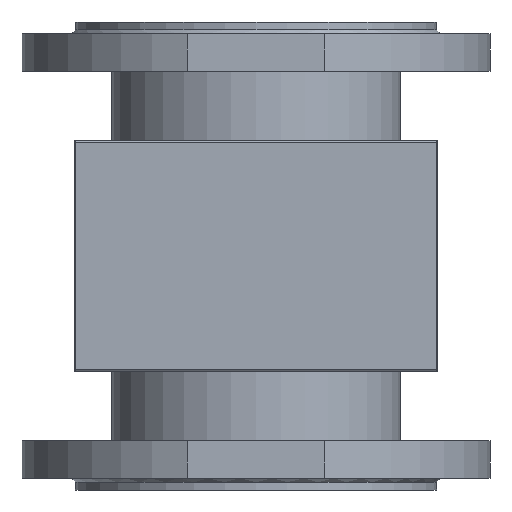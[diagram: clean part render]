
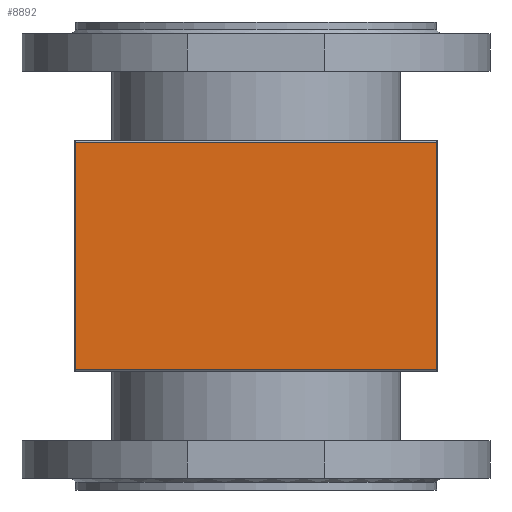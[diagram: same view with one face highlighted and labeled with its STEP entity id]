
A CAD part, front view. The second image highlights one B-rep face of the part: STEP entity #8892.
In plain terms, the highlighted planar face has unit normal (0, -1, 0).
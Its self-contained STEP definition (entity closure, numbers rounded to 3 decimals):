
#893 = VECTOR ( 'NONE', #10990, 1000. ) ;
#1256 = AXIS2_PLACEMENT_3D ( 'NONE', #26975, #2568, #20768 ) ;
#1602 = VERTEX_POINT ( 'NONE', #30984 ) ;
#1740 = ORIENTED_EDGE ( 'NONE', *, *, #17553, .T. ) ;
#2568 = DIRECTION ( 'NONE',  ( 0., -1., 0. ) ) ;
#3815 = ORIENTED_EDGE ( 'NONE', *, *, #31701, .T. ) ;
#4663 = VECTOR ( 'NONE', #18364, 1000. ) ;
#6839 = EDGE_CURVE ( 'NONE', #17216, #19248, #13919, .T. ) ;
#7929 = VECTOR ( 'NONE', #12923, 1000. ) ;
#8641 = DIRECTION ( 'NONE',  ( 0., 0., 1. ) ) ;
#8892 = ADVANCED_FACE ( 'NONE', ( #25651 ), #15551, .T. ) ;
#10990 = DIRECTION ( 'NONE',  ( 1., 0., 0. ) ) ;
#12923 = DIRECTION ( 'NONE',  ( 0., 0., -1. ) ) ;
#13919 = LINE ( 'NONE', #26568, #893 ) ;
#15551 = PLANE ( 'NONE',  #1256 ) ;
#15678 = VECTOR ( 'NONE', #8641, 1000. ) ;
#16390 = CARTESIAN_POINT ( 'NONE',  ( 139., -135., -177. ) ) ;
#17216 = VERTEX_POINT ( 'NONE', #19717 ) ;
#17553 = EDGE_CURVE ( 'NONE', #19248, #1602, #29540, .T. ) ;
#18364 = DIRECTION ( 'NONE',  ( -1., 0., 0. ) ) ;
#18416 = CARTESIAN_POINT ( 'NONE',  ( 139., -135., -176. ) ) ;
#18519 = LINE ( 'NONE', #31362, #4663 ) ;
#19248 = VERTEX_POINT ( 'NONE', #18416 ) ;
#19306 = EDGE_LOOP ( 'NONE', ( #3815, #28504, #1740, #29498 ) ) ;
#19717 = CARTESIAN_POINT ( 'NONE',  ( -139., -135., -176. ) ) ;
#20187 = VERTEX_POINT ( 'NONE', #32612 ) ;
#20768 = DIRECTION ( 'NONE',  ( 0., 0., -1. ) ) ;
#25651 = FACE_OUTER_BOUND ( 'NONE', #19306, .T. ) ;
#25893 = CARTESIAN_POINT ( 'NONE',  ( -139., -135., -177. ) ) ;
#26568 = CARTESIAN_POINT ( 'NONE',  ( -140., -135., -176. ) ) ;
#26975 = CARTESIAN_POINT ( 'NONE',  ( -140., -135., -177. ) ) ;
#28504 = ORIENTED_EDGE ( 'NONE', *, *, #6839, .T. ) ;
#29498 = ORIENTED_EDGE ( 'NONE', *, *, #31795, .T. ) ;
#29540 = LINE ( 'NONE', #16390, #15678 ) ;
#30984 = CARTESIAN_POINT ( 'NONE',  ( 139., -135., -1. ) ) ;
#31362 = CARTESIAN_POINT ( 'NONE',  ( -140., -135., -1. ) ) ;
#31701 = EDGE_CURVE ( 'NONE', #20187, #17216, #33183, .T. ) ;
#31795 = EDGE_CURVE ( 'NONE', #1602, #20187, #18519, .T. ) ;
#32612 = CARTESIAN_POINT ( 'NONE',  ( -139., -135., -1. ) ) ;
#33183 = LINE ( 'NONE', #25893, #7929 ) ;
